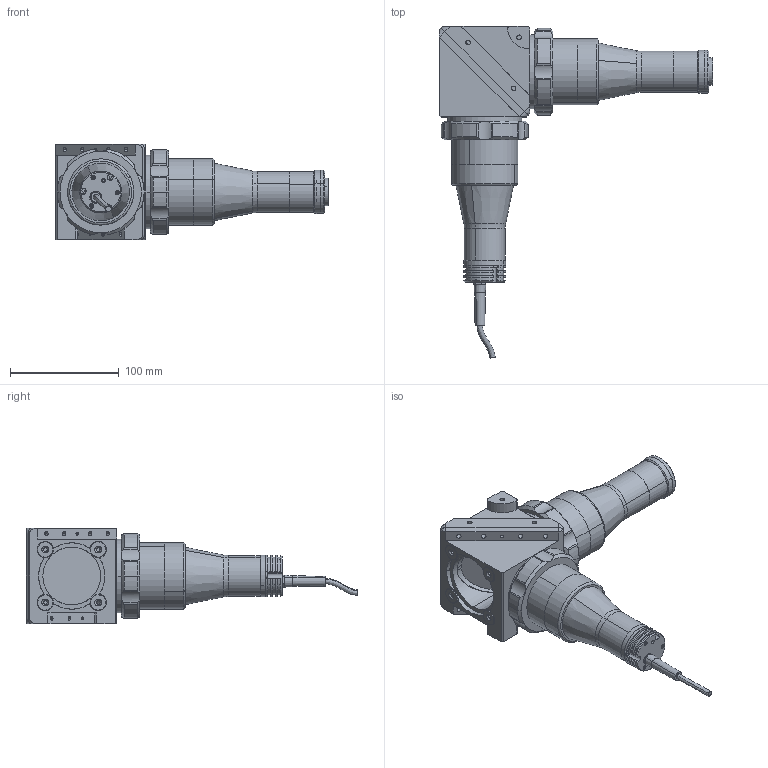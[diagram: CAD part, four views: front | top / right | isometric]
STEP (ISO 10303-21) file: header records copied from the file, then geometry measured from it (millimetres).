
FILE_DESCRIPTION (( 'STEP AP214' ), '1' );
FILE_NAME ('TCCXQ024.STEP', '2014-07-13T15:21:18', ( '' ), ( '' ), 'SwSTEP 2.0', 'SolidWorks 2013', '' );
FILE_SCHEMA (( 'AUTOMOTIVE_DESIGN' ));
Length unit declared in the file: millimetre
Products named in the file (1): TCCXQ024
Bounding box: 252.38 x 305.8 x 88 mm (x, y, z)
Surface area: 139381 mm2 (no closed solid volume)
Topology: 0 solids, 40 shells, 479 faces, 1421 edges, 975 vertices
Faces by surface type: cylinder 260, plane 119, cone 84, torus 8, bspline 6, sphere 2
Entity records: 24473 total; most frequent: CARTESIAN_POINT 6171, DIRECTION 2878, ORIENTED_EDGE 2445, EDGE_CURVE 1421, AXIS2_PLACEMENT_3D 1144, VERTEX_POINT 975, CIRCLE 670, LINE 590
